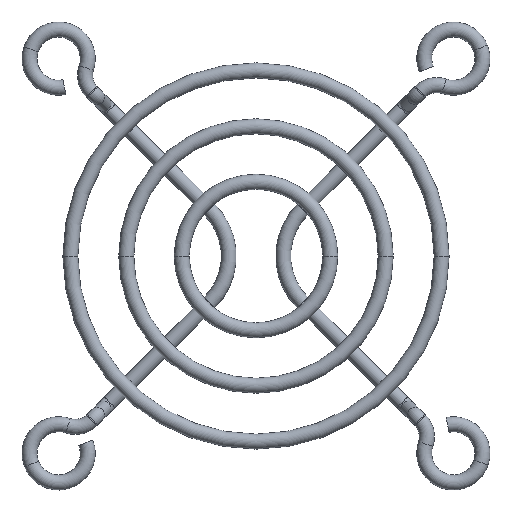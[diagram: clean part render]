
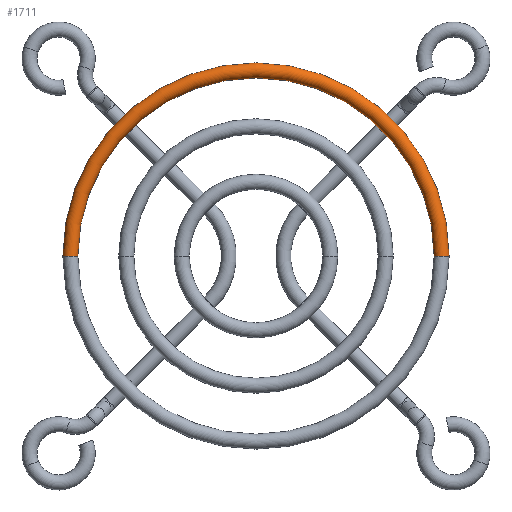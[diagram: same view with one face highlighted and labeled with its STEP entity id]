
A CAD part, top view. The second image highlights one B-rep face of the part: STEP entity #1711.
In plain terms, the highlighted toroidal (fillet/blend) face has major radius 19.75 mm and minor radius 0.8 mm.
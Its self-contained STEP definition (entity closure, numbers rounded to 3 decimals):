
#56 = ORIENTED_EDGE ( 'NONE', *, *, #2377, .T. ) ;
#57 = VERTEX_POINT ( 'NONE', #2589 ) ;
#82 = VERTEX_POINT ( 'NONE', #2327 ) ;
#237 = DIRECTION ( 'NONE',  ( -1., 0., 0. ) ) ;
#295 = ORIENTED_EDGE ( 'NONE', *, *, #1292, .F. ) ;
#316 = DIRECTION ( 'NONE',  ( 1., 0., 0. ) ) ;
#321 = CIRCLE ( 'NONE', #1160, 0.8 ) ;
#386 = DIRECTION ( 'NONE',  ( 0., 0., -1. ) ) ;
#420 = CARTESIAN_POINT ( 'NONE',  ( 19.75, 0., 0. ) ) ;
#445 = CARTESIAN_POINT ( 'NONE',  ( 20.55, 0., 0. ) ) ;
#486 = EDGE_CURVE ( 'NONE', #82, #57, #321, .T. ) ;
#549 = DIRECTION ( 'NONE',  ( 0., 0., 1. ) ) ;
#709 = DIRECTION ( 'NONE',  ( 1., 0., 0. ) ) ;
#870 = CIRCLE ( 'NONE', #2258, 18.95 ) ;
#874 = CIRCLE ( 'NONE', #1229, 0.8 ) ;
#1039 = CARTESIAN_POINT ( 'NONE',  ( -19.75, 0., 0. ) ) ;
#1043 = TOROIDAL_SURFACE ( 'NONE', #2120, 19.75, 0.8 ) ;
#1048 = DIRECTION ( 'NONE',  ( 0., -1., 0. ) ) ;
#1160 = AXIS2_PLACEMENT_3D ( 'NONE', #1039, #1048, #1539 ) ;
#1229 = AXIS2_PLACEMENT_3D ( 'NONE', #420, #2499, #237 ) ;
#1269 = VERTEX_POINT ( 'NONE', #445 ) ;
#1292 = EDGE_CURVE ( 'NONE', #1431, #82, #870, .T. ) ;
#1427 = CARTESIAN_POINT ( 'NONE',  ( 0., 0., 0. ) ) ;
#1431 = VERTEX_POINT ( 'NONE', #1921 ) ;
#1518 = FACE_OUTER_BOUND ( 'NONE', #2370, .T. ) ;
#1522 = CARTESIAN_POINT ( 'NONE',  ( 0., 0., 0. ) ) ;
#1539 = DIRECTION ( 'NONE',  ( 1., 0., 0. ) ) ;
#1703 = CARTESIAN_POINT ( 'NONE',  ( 0., 0., 0. ) ) ;
#1711 = ADVANCED_FACE ( 'NONE', ( #1518 ), #1043, .T. ) ;
#1721 = AXIS2_PLACEMENT_3D ( 'NONE', #1703, #549, #316 ) ;
#1800 = DIRECTION ( 'NONE',  ( 1., 0., 0. ) ) ;
#1847 = DIRECTION ( 'NONE',  ( 0., 0., 1. ) ) ;
#1921 = CARTESIAN_POINT ( 'NONE',  ( 18.95, 0., 0. ) ) ;
#2120 = AXIS2_PLACEMENT_3D ( 'NONE', #1522, #386, #1800 ) ;
#2227 = CIRCLE ( 'NONE', #1721, 20.55 ) ;
#2258 = AXIS2_PLACEMENT_3D ( 'NONE', #1427, #1847, #709 ) ;
#2327 = CARTESIAN_POINT ( 'NONE',  ( -18.95, 0., 0. ) ) ;
#2370 = EDGE_LOOP ( 'NONE', ( #2381, #2872, #295, #56 ) ) ;
#2377 = EDGE_CURVE ( 'NONE', #1431, #1269, #874, .T. ) ;
#2381 = ORIENTED_EDGE ( 'NONE', *, *, #2583, .T. ) ;
#2499 = DIRECTION ( 'NONE',  ( 0., 1., 0. ) ) ;
#2583 = EDGE_CURVE ( 'NONE', #1269, #57, #2227, .T. ) ;
#2589 = CARTESIAN_POINT ( 'NONE',  ( -20.55, 0., 0. ) ) ;
#2872 = ORIENTED_EDGE ( 'NONE', *, *, #486, .F. ) ;
